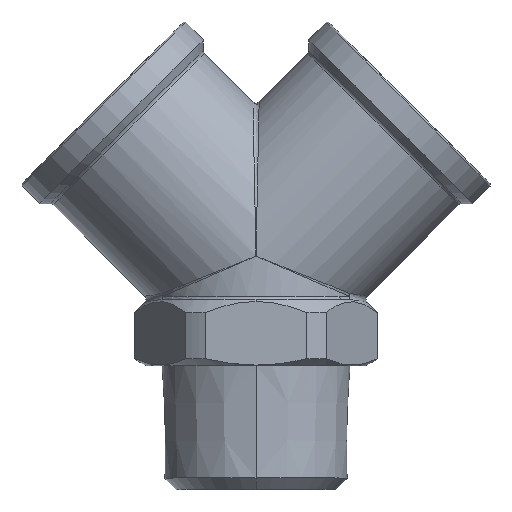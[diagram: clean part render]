
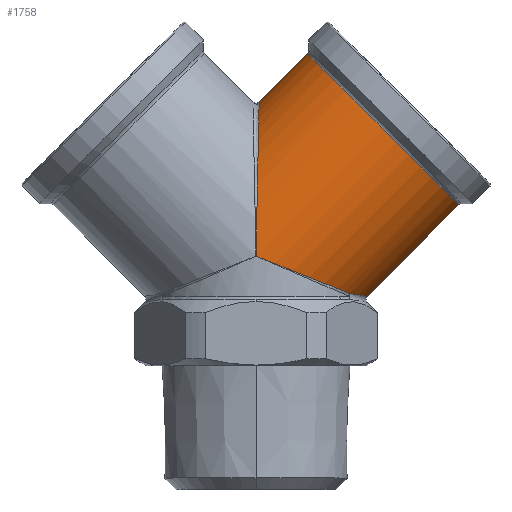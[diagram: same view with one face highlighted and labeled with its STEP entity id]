
A CAD part, top view. The second image highlights one B-rep face of the part: STEP entity #1758.
In plain terms, the highlighted cylindrical face has radius 12.1 mm (diameter 24.2 mm), a partial arc.
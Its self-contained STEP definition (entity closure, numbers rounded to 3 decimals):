
#38 = VERTEX_POINT ( 'NONE', #1944 ) ;
#59 = VERTEX_POINT ( 'NONE', #1952 ) ;
#1758 = ADVANCED_FACE ( 'NONE', ( #3223 ), #3247, .T. ) ;
#1759 = EDGE_LOOP ( 'NONE', ( #1803, #1800, #1763, #1815, #1804, #1806, #1798, #1811, #1802, #1768, #1787 ) ) ;
#1761 = EDGE_CURVE ( 'NONE', #38, #59, #3272, .T. ) ;
#1762 = VERTEX_POINT ( 'NONE', #3267 ) ;
#1763 = ORIENTED_EDGE ( 'NONE', *, *, #1813, .T. ) ;
#1767 = EDGE_CURVE ( 'NONE', #1769, #1788, #3264, .T. ) ;
#1768 = ORIENTED_EDGE ( 'NONE', *, *, #1767, .T. ) ;
#1769 = VERTEX_POINT ( 'NONE', #3263 ) ;
#1770 = EDGE_CURVE ( 'NONE', #1799, #1769, #3290, .T. ) ;
#1786 = EDGE_CURVE ( 'NONE', #38, #1788, #3292, .T. ) ;
#1787 = ORIENTED_EDGE ( 'NONE', *, *, #1786, .F. ) ;
#1788 = VERTEX_POINT ( 'NONE', #3332 ) ;
#1798 = ORIENTED_EDGE ( 'NONE', *, *, #1809, .F. ) ;
#1799 = VERTEX_POINT ( 'NONE', #3315 ) ;
#1800 = ORIENTED_EDGE ( 'NONE', *, *, #1801, .T. ) ;
#1801 = EDGE_CURVE ( 'NONE', #59, #1762, #3314, .T. ) ;
#1802 = ORIENTED_EDGE ( 'NONE', *, *, #1770, .T. ) ;
#1803 = ORIENTED_EDGE ( 'NONE', *, *, #1761, .T. ) ;
#1804 = ORIENTED_EDGE ( 'NONE', *, *, #1818, .T. ) ;
#1805 = VERTEX_POINT ( 'NONE', #3310 ) ;
#1806 = ORIENTED_EDGE ( 'NONE', *, *, #1807, .T. ) ;
#1807 = EDGE_CURVE ( 'NONE', #1805, #1808, #3352, .T. ) ;
#1808 = VERTEX_POINT ( 'NONE', #3353 ) ;
#1809 = EDGE_CURVE ( 'NONE', #1810, #1808, #3347, .T. ) ;
#1810 = VERTEX_POINT ( 'NONE', #3346 ) ;
#1811 = ORIENTED_EDGE ( 'NONE', *, *, #1812, .T. ) ;
#1812 = EDGE_CURVE ( 'NONE', #1810, #1799, #3341, .T. ) ;
#1813 = EDGE_CURVE ( 'NONE', #1762, #1814, #3366, .T. ) ;
#1814 = VERTEX_POINT ( 'NONE', #3336 ) ;
#1815 = ORIENTED_EDGE ( 'NONE', *, *, #1816, .F. ) ;
#1816 = EDGE_CURVE ( 'NONE', #1817, #1814, #3360, .T. ) ;
#1817 = VERTEX_POINT ( 'NONE', #3361 ) ;
#1818 = EDGE_CURVE ( 'NONE', #1817, #1805, #3355, .T. ) ;
#1944 = CARTESIAN_POINT ( 'NONE',  ( 22.931, 32.206, 0. ) ) ;
#1952 = CARTESIAN_POINT ( 'NONE',  ( 5.819, 49.318, 0. ) ) ;
#3223 = FACE_OUTER_BOUND ( 'NONE', #1759, .T. ) ;
#3243 = DIRECTION ( 'NONE',  ( 0.707, -0.707, 0. ) ) ;
#3244 = DIRECTION ( 'NONE',  ( -0.707, -0.707, 0. ) ) ;
#3245 = CARTESIAN_POINT ( 'NONE',  ( 0.026, 26.413, 0. ) ) ;
#3247 = CYLINDRICAL_SURFACE ( 'NONE', #3248, 12.1 ) ;
#3248 = AXIS2_PLACEMENT_3D ( 'NONE', #3245, #3244, #3243 ) ;
#3249 = CARTESIAN_POINT ( 'NONE',  ( 12.591, 21.866, 0. ) ) ;
#3250 = CARTESIAN_POINT ( 'NONE',  ( 12.591, 21.866, 1.075 ) ) ;
#3251 = CARTESIAN_POINT ( 'NONE',  ( 12.421, 21.895, 2.126 ) ) ;
#3252 = CARTESIAN_POINT ( 'NONE',  ( 11.744, 22.002, 4.179 ) ) ;
#3253 = CARTESIAN_POINT ( 'NONE',  ( 11.254, 22.078, 5.131 ) ) ;
#3254 = CARTESIAN_POINT ( 'NONE',  ( 10.629, 22.164, 6.01 ) ) ;
#3263 = CARTESIAN_POINT ( 'NONE',  ( 10.629, 22.164, 6.01 ) ) ;
#3264 = B_SPLINE_CURVE_WITH_KNOTS ( 'NONE', 3,
 ( #3254, #3253, #3252, #3251, #3250, #3249 ),
 .UNSPECIFIED., .F., .F.,
 ( 4, 2, 4 ),
 ( 0., 0.003, 0.006 ),
 .UNSPECIFIED. ) ;
#3267 = CARTESIAN_POINT ( 'NONE',  ( 0.354, 43.852, 0. ) ) ;
#3268 = DIRECTION ( 'NONE',  ( 0.707, -0.707, 0. ) ) ;
#3269 = DIRECTION ( 'NONE',  ( -0.707, -0.707, 0. ) ) ;
#3270 = CARTESIAN_POINT ( 'NONE',  ( 14.375, 40.762, 0. ) ) ;
#3271 = AXIS2_PLACEMENT_3D ( 'NONE', #3270, #3269, #3268 ) ;
#3272 = CIRCLE ( 'NONE', #3271, 12.1 ) ;
#3286 = CARTESIAN_POINT ( 'NONE',  ( 10.629, 22.164, 6.01 ) ) ;
#3287 = CARTESIAN_POINT ( 'NONE',  ( 8.411, 23.045, 9.84 ) ) ;
#3288 = CARTESIAN_POINT ( 'NONE',  ( 4.555, 24.577, 12.068 ) ) ;
#3289 = CARTESIAN_POINT ( 'NONE',  ( 0.089, 26.351, 12.1 ) ) ;
#3290 =( BOUNDED_CURVE ( )  B_SPLINE_CURVE ( 3, ( #3289, #3288, #3287, #3286 ),
 .UNSPECIFIED., .F., .T. ) 
 B_SPLINE_CURVE_WITH_KNOTS ( ( 4, 4 ),
 ( 4.72, 5.763 ),
 .UNSPECIFIED. ) 
 CURVE ( )  GEOMETRIC_REPRESENTATION_ITEM ( )  RATIONAL_B_SPLINE_CURVE ( ( 1., 0.911, 0.911, 1. ) ) 
 REPRESENTATION_ITEM ( '' )  );
#3292 = LINE ( 'NONE', #3335, #3334 ) ;
#3310 = CARTESIAN_POINT ( 'NONE',  ( 0.016, 26.424, 12.1 ) ) ;
#3311 = DIRECTION ( 'NONE',  ( -0.707, -0.707, 0. ) ) ;
#3312 = VECTOR ( 'NONE', #3311, 1000. ) ;
#3313 = CARTESIAN_POINT ( 'NONE',  ( -8.53, 34.969, 0. ) ) ;
#3314 = LINE ( 'NONE', #3313, #3312 ) ;
#3315 = CARTESIAN_POINT ( 'NONE',  ( 0.089, 26.351, 12.1 ) ) ;
#3332 = CARTESIAN_POINT ( 'NONE',  ( 12.591, 21.866, 0. ) ) ;
#3333 = DIRECTION ( 'NONE',  ( -0.707, -0.707, 0. ) ) ;
#3334 = VECTOR ( 'NONE', #3333, 1000. ) ;
#3335 = CARTESIAN_POINT ( 'NONE',  ( 8.582, 17.857, 0. ) ) ;
#3336 = CARTESIAN_POINT ( 'NONE',  ( 0.002, 26.5, 12.1 ) ) ;
#3337 = CARTESIAN_POINT ( 'NONE',  ( 0.089, 26.351, 12.1 ) ) ;
#3338 = CARTESIAN_POINT ( 'NONE',  ( 0.088, 26.352, 12.1 ) ) ;
#3339 = CARTESIAN_POINT ( 'NONE',  ( 0.087, 26.352, 12.1 ) ) ;
#3340 = CARTESIAN_POINT ( 'NONE',  ( 0.086, 26.353, 12.1 ) ) ;
#3341 =( BOUNDED_CURVE ( )  B_SPLINE_CURVE ( 3, ( #3340, #3339, #3338, #3337 ),
 .UNSPECIFIED., .F., .T. ) 
 B_SPLINE_CURVE_WITH_KNOTS ( ( 4, 4 ),
 ( 4.719, 4.72 ),
 .UNSPECIFIED. ) 
 CURVE ( )  GEOMETRIC_REPRESENTATION_ITEM ( )  RATIONAL_B_SPLINE_CURVE ( ( 1., 1., 1., 1. ) ) 
 REPRESENTATION_ITEM ( '' )  );
#3342 = CARTESIAN_POINT ( 'NONE',  ( 0.016, 26.423, 12.1 ) ) ;
#3343 = CARTESIAN_POINT ( 'NONE',  ( 0.039, 26.4, 12.1 ) ) ;
#3344 = CARTESIAN_POINT ( 'NONE',  ( 0.062, 26.376, 12.1 ) ) ;
#3345 = CARTESIAN_POINT ( 'NONE',  ( 0.086, 26.353, 12.1 ) ) ;
#3346 = CARTESIAN_POINT ( 'NONE',  ( 0.086, 26.353, 12.1 ) ) ;
#3347 = B_SPLINE_CURVE_WITH_KNOTS ( 'NONE', 3,
 ( #3345, #3344, #3343, #3342 ),
 .UNSPECIFIED., .F., .F.,
 ( 4, 4 ),
 ( 0.034, 0.994 ),
 .UNSPECIFIED. ) ;
#3348 = CARTESIAN_POINT ( 'NONE',  ( 0.016, 26.423, 12.1 ) ) ;
#3349 = CARTESIAN_POINT ( 'NONE',  ( 0.016, 26.423, 12.1 ) ) ;
#3350 = CARTESIAN_POINT ( 'NONE',  ( 0.016, 26.423, 12.1 ) ) ;
#3351 = CARTESIAN_POINT ( 'NONE',  ( 0.016, 26.424, 12.1 ) ) ;
#3352 = B_SPLINE_CURVE_WITH_KNOTS ( 'NONE', 3,
 ( #3351, #3350, #3349, #3348 ),
 .UNSPECIFIED., .F., .F.,
 ( 4, 4 ),
 ( 4.711, 4.711 ),
 .UNSPECIFIED. ) ;
#3353 = CARTESIAN_POINT ( 'NONE',  ( 0.016, 26.423, 12.1 ) ) ;
#3355 =( BOUNDED_CURVE ( )  B_SPLINE_CURVE ( 3, ( #3388, #3387, #3386, #3385 ),
 .UNSPECIFIED., .F., .T. ) 
 B_SPLINE_CURVE_WITH_KNOTS ( ( 4, 4 ),
 ( 4.709, 4.711 ),
 .UNSPECIFIED. ) 
 CURVE ( )  GEOMETRIC_REPRESENTATION_ITEM ( )  RATIONAL_B_SPLINE_CURVE ( ( 1., 1., 1., 1. ) ) 
 REPRESENTATION_ITEM ( '' )  );
#3356 = CARTESIAN_POINT ( 'NONE',  ( 0.002, 26.5, 12.1 ) ) ;
#3357 = CARTESIAN_POINT ( 'NONE',  ( 0.018, 26.5, 12.1 ) ) ;
#3358 = CARTESIAN_POINT ( 'NONE',  ( 0.033, 26.5, 12.1 ) ) ;
#3359 = CARTESIAN_POINT ( 'NONE',  ( 0.049, 26.5, 12.1 ) ) ;
#3360 =( BOUNDED_CURVE ( )  B_SPLINE_CURVE ( 3, ( #3359, #3358, #3357, #3356 ),
 .UNSPECIFIED., .F., .T. ) 
 B_SPLINE_CURVE_WITH_KNOTS ( ( 4, 4 ),
 ( 4.716, 4.719 ),
 .UNSPECIFIED. ) 
 CURVE ( )  GEOMETRIC_REPRESENTATION_ITEM ( )  RATIONAL_B_SPLINE_CURVE ( ( 1., 1., 1., 1. ) ) 
 REPRESENTATION_ITEM ( '' )  );
#3361 = CARTESIAN_POINT ( 'NONE',  ( 0.049, 26.5, 12.1 ) ) ;
#3362 = CARTESIAN_POINT ( 'NONE',  ( 0.002, 26.5, 12.1 ) ) ;
#3363 = CARTESIAN_POINT ( 'NONE',  ( 0.208, 36.678, 12.054 ) ) ;
#3364 = CARTESIAN_POINT ( 'NONE',  ( 0.354, 43.852, 7.052 ) ) ;
#3365 = CARTESIAN_POINT ( 'NONE',  ( 0.354, 43.852, 0. ) ) ;
#3366 =( BOUNDED_CURVE ( )  B_SPLINE_CURVE ( 3, ( #3365, #3364, #3363, #3362 ),
 .UNSPECIFIED., .F., .T. ) 
 B_SPLINE_CURVE_WITH_KNOTS ( ( 4, 4 ),
 ( 3.142, 4.706 ),
 .UNSPECIFIED. ) 
 CURVE ( )  GEOMETRIC_REPRESENTATION_ITEM ( )  RATIONAL_B_SPLINE_CURVE ( ( 1., 0.806, 0.806, 1. ) ) 
 REPRESENTATION_ITEM ( '' )  );
#3385 = CARTESIAN_POINT ( 'NONE',  ( 0.016, 26.424, 12.1 ) ) ;
#3386 = CARTESIAN_POINT ( 'NONE',  ( 0.027, 26.449, 12.1 ) ) ;
#3387 = CARTESIAN_POINT ( 'NONE',  ( 0.038, 26.475, 12.1 ) ) ;
#3388 = CARTESIAN_POINT ( 'NONE',  ( 0.049, 26.5, 12.1 ) ) ;
